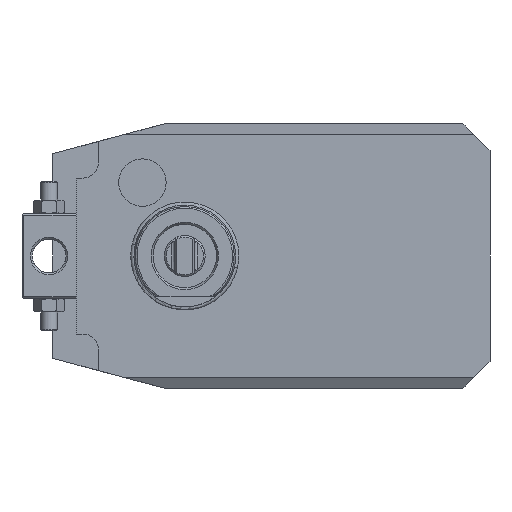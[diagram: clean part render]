
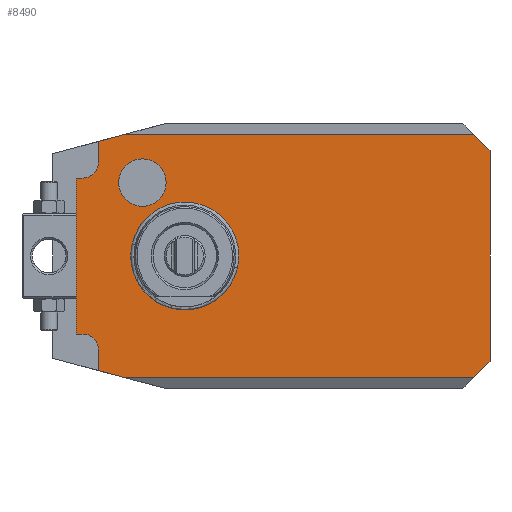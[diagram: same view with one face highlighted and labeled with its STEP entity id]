
A CAD part, front view. The second image highlights one B-rep face of the part: STEP entity #8490.
In plain terms, the highlighted planar face has unit normal (0, -1, 0).
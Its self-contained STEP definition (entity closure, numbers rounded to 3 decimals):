
#1=DIRECTION('',(-1.,0.,0.));
#2=VECTOR('',#1,103.215);
#3=CARTESIAN_POINT('',(85.215,0.,-35.785));
#4=LINE('',#3,#2);
#5=DIRECTION('',(0.966,0.,-0.259));
#6=VECTOR('',#5,7.765);
#7=CARTESIAN_POINT('',(-25.5,0.,-33.775));
#8=LINE('',#7,#6);
#9=DIRECTION('',(0.,0.,-1.));
#10=VECTOR('',#9,6.275);
#11=CARTESIAN_POINT('',(-25.5,0.,-27.5));
#12=LINE('',#11,#10);
#13=CARTESIAN_POINT('',(-30.,0.,-27.5));
#14=DIRECTION('',(0.,1.,0.));
#15=DIRECTION('',(0.,0.,1.));
#16=AXIS2_PLACEMENT_3D('',#13,#14,#15);
#18=DIRECTION('',(1.,0.,0.));
#19=VECTOR('',#18,2.);
#20=CARTESIAN_POINT('',(-32.,0.,-23.));
#21=LINE('',#20,#19);
#22=DIRECTION('',(0.,0.,-1.));
#23=VECTOR('',#22,46.);
#24=CARTESIAN_POINT('',(-32.,0.,23.));
#25=LINE('',#24,#23);
#26=DIRECTION('',(-1.,0.,0.));
#27=VECTOR('',#26,2.);
#28=CARTESIAN_POINT('',(-30.,0.,23.));
#29=LINE('',#28,#27);
#30=CARTESIAN_POINT('',(-30.,0.,27.5));
#31=DIRECTION('',(0.,1.,0.));
#32=DIRECTION('',(1.,0.,0.));
#33=AXIS2_PLACEMENT_3D('',#30,#31,#32);
#35=DIRECTION('',(0.,0.,-1.));
#36=VECTOR('',#35,6.275);
#37=CARTESIAN_POINT('',(-25.5,0.,33.775));
#38=LINE('',#37,#36);
#39=DIRECTION('',(-0.966,0.,-0.259));
#40=VECTOR('',#39,7.765);
#41=CARTESIAN_POINT('',(-18.,0.,35.785));
#42=LINE('',#41,#40);
#43=DIRECTION('',(-1.,0.,0.));
#44=VECTOR('',#43,103.215);
#45=CARTESIAN_POINT('',(85.215,0.,35.785));
#46=LINE('',#45,#44);
#47=DIRECTION('',(-0.707,0.,0.707));
#48=VECTOR('',#47,6.766);
#49=CARTESIAN_POINT('',(90.,0.,31.));
#50=LINE('',#49,#48);
#51=DIRECTION('',(0.,0.,1.));
#52=VECTOR('',#51,62.);
#53=CARTESIAN_POINT('',(90.,0.,-31.));
#54=LINE('',#53,#52);
#55=DIRECTION('',(0.707,0.,0.707));
#56=VECTOR('',#55,6.766);
#57=CARTESIAN_POINT('',(85.215,0.,
-35.785));
#58=LINE('',#57,#56);
#59=CARTESIAN_POINT('',(-12.5,0.,21.651));
#60=DIRECTION('',(0.,1.,0.));
#61=DIRECTION('',(1.,0.,0.));
#62=AXIS2_PLACEMENT_3D('',#59,#60,#61);
#64=CARTESIAN_POINT('',(-12.5,0.,21.651));
#65=DIRECTION('',(0.,1.,0.));
#66=DIRECTION('',(-1.,0.,0.));
#67=AXIS2_PLACEMENT_3D('',#64,#65,#66);
#6270=CARTESIAN_POINT('',(0.,0.,0.));
#6271=DIRECTION('',(0.,-1.,0.));
#6272=DIRECTION('',(0.976,0.,-0.219));
#6273=AXIS2_PLACEMENT_3D('',#6270,#6271,#6272);
#6275=CARTESIAN_POINT('',(0.,0.,0.));
#6276=DIRECTION('',(0.,-1.,0.));
#6277=DIRECTION('',(-0.976,0.,0.219));
#6278=AXIS2_PLACEMENT_3D('',#6275,#6276,#6277);
#8315=CARTESIAN_POINT('',(-25.5,0.,33.775));
#8316=CARTESIAN_POINT('',(-25.5,0.,27.5));
#8317=VERTEX_POINT('',#8315);
#8318=VERTEX_POINT('',#8316);
#8319=CARTESIAN_POINT('',(-30.,0.,23.));
#8320=VERTEX_POINT('',#8319);
#8321=CARTESIAN_POINT('',(-32.,0.,23.));
#8322=VERTEX_POINT('',#8321);
#8323=CARTESIAN_POINT('',(-32.,0.,-23.));
#8324=VERTEX_POINT('',#8323);
#8325=CARTESIAN_POINT('',(-30.,0.,-23.));
#8326=VERTEX_POINT('',#8325);
#8327=CARTESIAN_POINT('',(-25.5,0.,-27.5));
#8328=VERTEX_POINT('',#8327);
#8329=CARTESIAN_POINT('',(-25.5,0.,-33.775));
#8330=VERTEX_POINT('',#8329);
#8331=CARTESIAN_POINT('',(90.,0.,-31.));
#8332=CARTESIAN_POINT('',(90.,0.,31.));
#8333=VERTEX_POINT('',#8331);
#8334=VERTEX_POINT('',#8332);
#8335=CARTESIAN_POINT('',(-5.5,0.,21.651));
#8336=CARTESIAN_POINT('',(-19.5,0.,21.651));
#8337=VERTEX_POINT('',#8335);
#8338=VERTEX_POINT('',#8336);
#8347=CARTESIAN_POINT('',(85.215,0.,
-35.785));
#8348=CARTESIAN_POINT('',(-18.,0.,-35.785));
#8349=VERTEX_POINT('',#8347);
#8350=VERTEX_POINT('',#8348);
#8351=CARTESIAN_POINT('',(85.215,0.,35.785));
#8352=CARTESIAN_POINT('',(-18.,0.,35.785));
#8353=VERTEX_POINT('',#8351);
#8354=VERTEX_POINT('',#8352);
#8427=CARTESIAN_POINT('',(15.398,0.,-3.464));
#8428=CARTESIAN_POINT('',(-15.398,0.,3.464));
#8429=VERTEX_POINT('',#8427);
#8430=VERTEX_POINT('',#8428);
#8443=CARTESIAN_POINT('',(0.,0.,0.));
#8444=DIRECTION('',(0.,-1.,0.));
#8445=DIRECTION('',(-1.,0.,0.));
#8446=AXIS2_PLACEMENT_3D('',#8443,#8444,#8445);
#8447=PLANE('',#8446);
#8449=ORIENTED_EDGE('',*,*,#8448,.T.);
#8451=ORIENTED_EDGE('',*,*,#8450,.F.);
#8453=ORIENTED_EDGE('',*,*,#8452,.F.);
#8455=ORIENTED_EDGE('',*,*,#8454,.F.);
#8457=ORIENTED_EDGE('',*,*,#8456,.F.);
#8459=ORIENTED_EDGE('',*,*,#8458,.F.);
#8461=ORIENTED_EDGE('',*,*,#8460,.F.);
#8463=ORIENTED_EDGE('',*,*,#8462,.F.);
#8465=ORIENTED_EDGE('',*,*,#8464,.F.);
#8467=ORIENTED_EDGE('',*,*,#8466,.F.);
#8469=ORIENTED_EDGE('',*,*,#8468,.F.);
#8471=ORIENTED_EDGE('',*,*,#8470,.F.);
#8473=ORIENTED_EDGE('',*,*,#8472,.F.);
#8475=ORIENTED_EDGE('',*,*,#8474,.F.);
#8476=EDGE_LOOP('',(#8449,#8451,#8453,#8455,#8457,#8459,#8461,#8463,#8465,#8467,
#8469,#8471,#8473,#8475));
#8477=FACE_OUTER_BOUND('',#8476,.F.);
#8479=ORIENTED_EDGE('',*,*,#8478,.T.);
#8481=ORIENTED_EDGE('',*,*,#8480,.T.);
#8482=EDGE_LOOP('',(#8479,#8481));
#8483=FACE_BOUND('',#8482,.F.);
#8485=ORIENTED_EDGE('',*,*,#8484,.F.);
#8487=ORIENTED_EDGE('',*,*,#8486,.F.);
#8488=EDGE_LOOP('',(#8485,#8487));
#8489=FACE_BOUND('',#8488,.F.);
#17=CIRCLE('',#16,4.5);
#34=CIRCLE('',#33,4.5);
#63=CIRCLE('',#62,7.);
#68=CIRCLE('',#67,7.);
#6274=CIRCLE('',#6273,15.783);
#6279=CIRCLE('',#6278,15.783);
#8448=EDGE_CURVE('',#8349,#8350,#4,.T.);
#8450=EDGE_CURVE('',#8330,#8350,#8,.T.);
#8452=EDGE_CURVE('',#8328,#8330,#12,.T.);
#8454=EDGE_CURVE('',#8326,#8328,#17,.T.);
#8456=EDGE_CURVE('',#8324,#8326,#21,.T.);
#8458=EDGE_CURVE('',#8322,#8324,#25,.T.);
#8460=EDGE_CURVE('',#8320,#8322,#29,.T.);
#8462=EDGE_CURVE('',#8318,#8320,#34,.T.);
#8464=EDGE_CURVE('',#8317,#8318,#38,.T.);
#8466=EDGE_CURVE('',#8354,#8317,#42,.T.);
#8468=EDGE_CURVE('',#8353,#8354,#46,.T.);
#8470=EDGE_CURVE('',#8334,#8353,#50,.T.);
#8472=EDGE_CURVE('',#8333,#8334,#54,.T.);
#8474=EDGE_CURVE('',#8349,#8333,#58,.T.);
#8478=EDGE_CURVE('',#8429,#8430,#6274,.T.);
#8480=EDGE_CURVE('',#8430,#8429,#6279,.T.);
#8484=EDGE_CURVE('',#8337,#8338,#63,.T.);
#8486=EDGE_CURVE('',#8338,#8337,#68,.T.);
#8490=ADVANCED_FACE('',(#8477,#8483,#8489),#8447,.T.);
